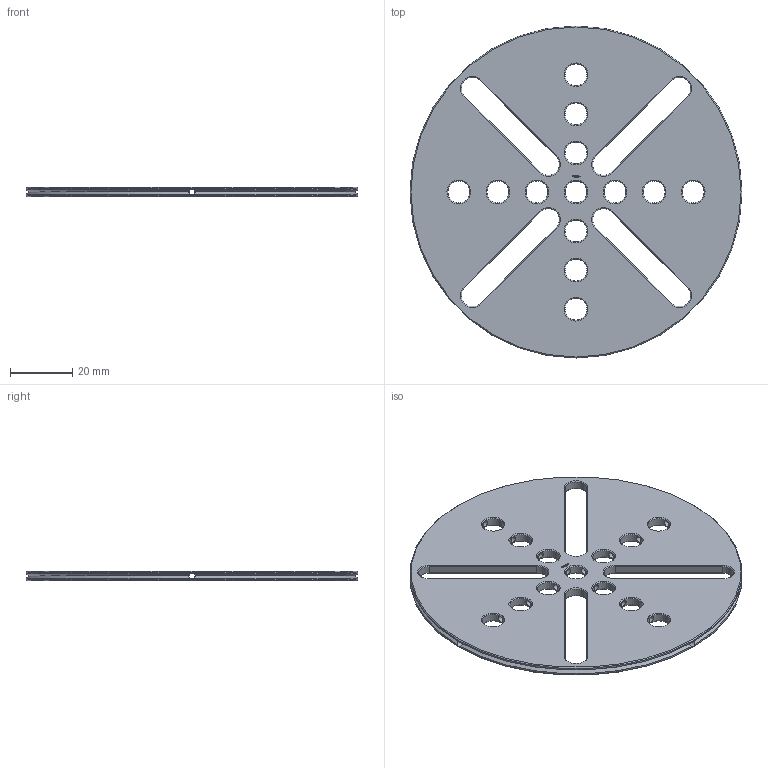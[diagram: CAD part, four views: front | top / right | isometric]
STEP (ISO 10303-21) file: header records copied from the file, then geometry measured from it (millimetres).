
FILE_DESCRIPTION(('FreeCAD Model'),'2;1');
FILE_NAME('Open CASCADE Shape Model','2023-11-14T17:06:02',(''),(''), 'Open CASCADE STEP processor 7.6','FreeCAD','Unknown');
FILE_SCHEMA(('AUTOMOTIVE_DESIGN { 1 0 10303 214 1 1 1 1 }'));
Length unit declared in the file: millimetre
Products named in the file (1): Washer FRE OCT BU08.50x00.25 - SPN-WSR-0068 (stemfie.org)
Bounding box: 106.25 x 106.25 x 3.12 mm (x, y, z)
Volume: 21955.9 mm3; surface area: 18168.6 mm2
Topology: 1 solids, 1 shells, 629 faces, 1770 edges, 1160 vertices
Faces by surface type: plane 328, extrusion 210, cone 52, cylinder 39
Full cylindrical faces by diameter (mm): 2 x16, 7 x13, 106.25 x2
Entity records: 48532 total; most frequent: CARTESIAN_POINT 14891, DIRECTION 5327, VECTOR 4284, LINE 4074, ORIENTED_EDGE 3540, PCURVE 3540, DEFINITIONAL_REPRESENTATION 3540, EDGE_CURVE 1770
